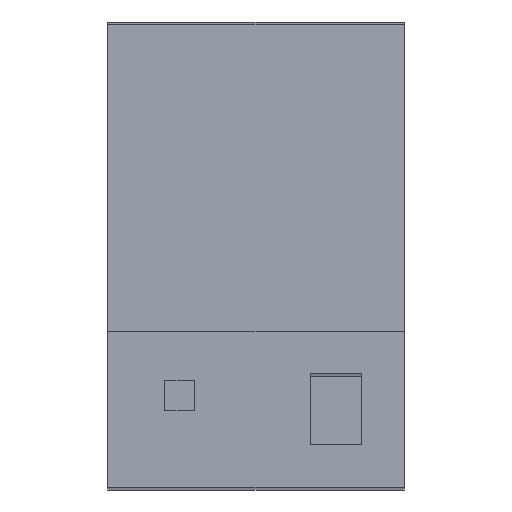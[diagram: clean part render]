
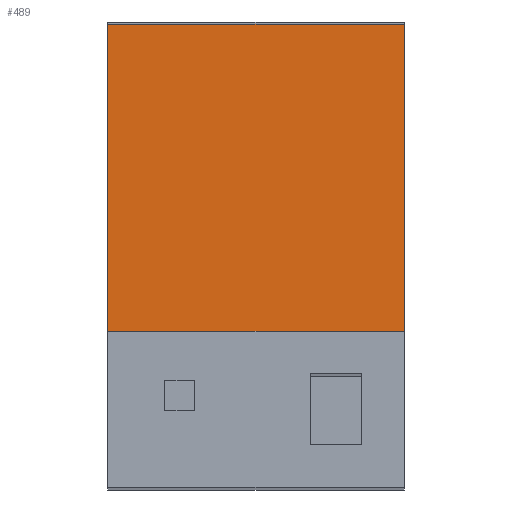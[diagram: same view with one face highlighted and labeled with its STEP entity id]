
A CAD part, top view. The second image highlights one B-rep face of the part: STEP entity #489.
In plain terms, the highlighted planar face has unit normal (0, 0, 1).
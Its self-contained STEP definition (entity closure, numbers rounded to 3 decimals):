
#34=PLANE('',#531);
#59=FACE_OUTER_BOUND('',#87,.T.);
#87=EDGE_LOOP('',(#403,#404,#405,#406));
#138=LINE('',#750,#200);
#139=LINE('',#752,#201);
#140=LINE('',#754,#202);
#141=LINE('',#755,#203);
#200=VECTOR('',#616,10.);
#201=VECTOR('',#617,10.);
#202=VECTOR('',#618,10.);
#203=VECTOR('',#619,10.);
#257=VERTEX_POINT('',#748);
#258=VERTEX_POINT('',#749);
#259=VERTEX_POINT('',#751);
#260=VERTEX_POINT('',#753);
#312=EDGE_CURVE('',#257,#258,#138,.T.);
#313=EDGE_CURVE('',#257,#259,#139,.T.);
#314=EDGE_CURVE('',#260,#259,#140,.T.);
#315=EDGE_CURVE('',#258,#260,#141,.T.);
#403=ORIENTED_EDGE('',*,*,#312,.F.);
#404=ORIENTED_EDGE('',*,*,#313,.T.);
#405=ORIENTED_EDGE('',*,*,#314,.F.);
#406=ORIENTED_EDGE('',*,*,#315,.F.);
#489=ADVANCED_FACE('',(#59),#34,.T.);
#531=AXIS2_PLACEMENT_3D('',#747,#614,#615);
#614=DIRECTION('center_axis',(0.,0.,1.));
#615=DIRECTION('ref_axis',(1.,0.,0.));
#616=DIRECTION('',(-1.,0.,0.));
#617=DIRECTION('',(0.,1.,0.));
#618=DIRECTION('',(1.,0.,0.));
#619=DIRECTION('',(0.,1.,0.));
#747=CARTESIAN_POINT('Origin',(529.33,-245.619,58.291));
#748=CARTESIAN_POINT('',(585.,-245.619,58.291));
#749=CARTESIAN_POINT('',(529.33,-245.619,58.291));
#750=CARTESIAN_POINT('',(557.165,-245.619,58.291));
#751=CARTESIAN_POINT('',(585.,-187.519,58.291));
#752=CARTESIAN_POINT('',(585.,-245.619,58.291));
#753=CARTESIAN_POINT('',(529.33,-187.519,58.291));
#754=CARTESIAN_POINT('',(587.889,-187.519,58.291));
#755=CARTESIAN_POINT('',(529.33,-470.619,58.291));
